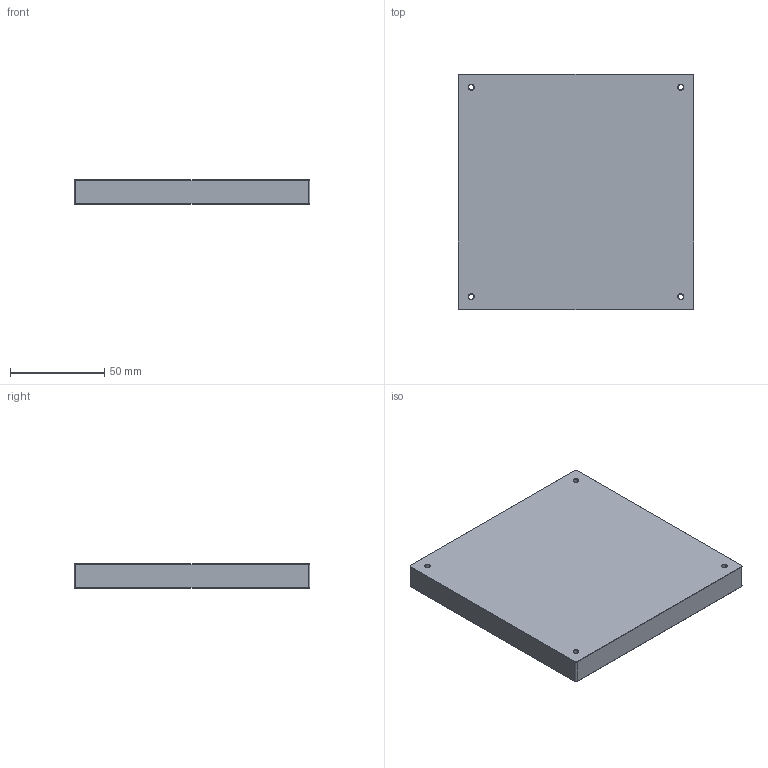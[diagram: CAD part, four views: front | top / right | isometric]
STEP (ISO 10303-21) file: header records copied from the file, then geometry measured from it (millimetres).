
FILE_DESCRIPTION (( 'STEP AP214' ), '1' );
FILE_NAME ('PCB_Stencil_Bottom.STEP', '2023-11-14T06:31:51', ( '' ), ( '' ), 'SwSTEP 2.0', 'SolidWorks 2021', '' );
FILE_SCHEMA (( 'AUTOMOTIVE_DESIGN' ));
Length unit declared in the file: millimetre
Products named in the file (1): PCB_Stencil_Bottom
Bounding box: 125 x 125 x 13 mm (x, y, z)
Volume: 202617.5 mm3; surface area: 38288.1 mm2
Topology: 1 solids, 1 shells, 64 faces, 144 edges, 84 vertices
Faces by surface type: torus 32, cylinder 24, plane 8
Entity records: 1858 total; most frequent: DIRECTION 382, CARTESIAN_POINT 293, ORIENTED_EDGE 288, AXIS2_PLACEMENT_3D 173, EDGE_CURVE 144, CIRCLE 108, VERTEX_POINT 84, EDGE_LOOP 74
